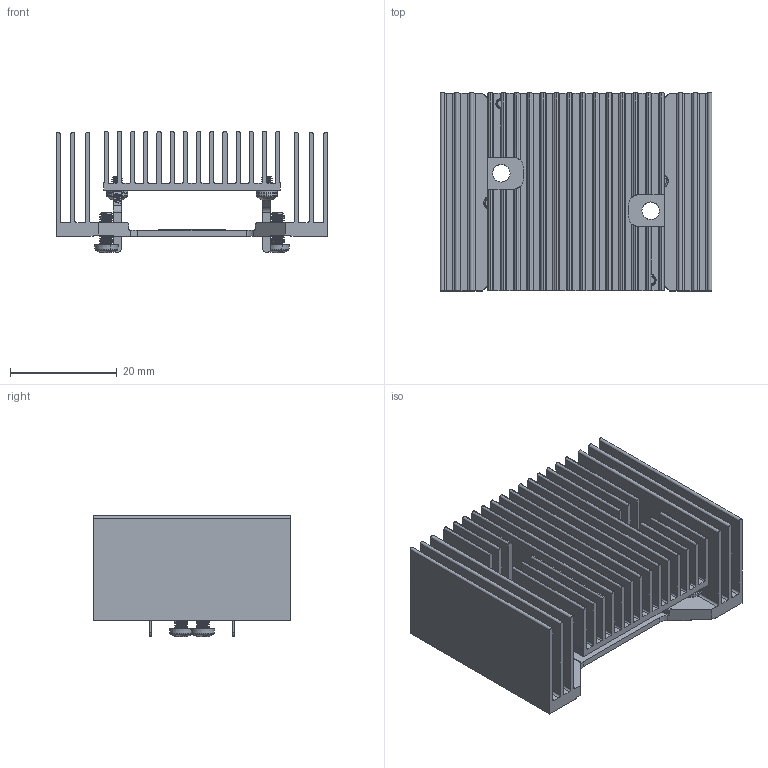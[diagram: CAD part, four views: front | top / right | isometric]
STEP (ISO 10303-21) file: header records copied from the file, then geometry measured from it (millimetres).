
FILE_DESCRIPTION (( 'STEP AP214' ), '1' );
FILE_NAME ('40518 Dual HS 3623 11mm.STEP', '2019-02-13T19:29:55', ( 'admin' ), ( 'Microsoft' ), 'SwSTEP 2.0', 'SolidWorks 2017', '' );
FILE_SCHEMA (( 'AUTOMOTIVE_DESIGN' ));
Length unit declared in the file: inch
Products named in the file (9): 40247; 39823; 39949-XX_39949-04 ASSEMBLED; 40250; 40518 Dual HS 3623 11mm; 40578_94017A152; 39949-XX_39949-03 ASSEMBLED; 40109_Long-Flow; 40327
Assembly tree (11 placements, depth 3):
  40518 Dual HS 3623 11mm
    40250
    40109_Long-Flow
      39949-XX_39949-04 ASSEMBLED
      39823
      40247  x2
      40327  x2
    39949-XX_39949-03 ASSEMBLED
    40578_94017A152  x2
Bounding box: 50.8 x 37 x 22.73 mm (x, y, z)
Volume: 11047.9 mm3; surface area: 25111.1 mm2
Topology: 12 solids, 12 shells, 725 faces, 2033 edges, 1342 vertices
Faces by surface type: plane 312, cylinder 260, bspline 100, cone 43, torus 8, sphere 2
Entity records: 29379 total; most frequent: CARTESIAN_POINT 10110, ORIENTED_EDGE 2840, DIRECTION 2360, EDGE_CURVE 1420, VERTEX_POINT 940, AXIS2_PLACEMENT_3D 814, VECTOR 732, LINE 732
